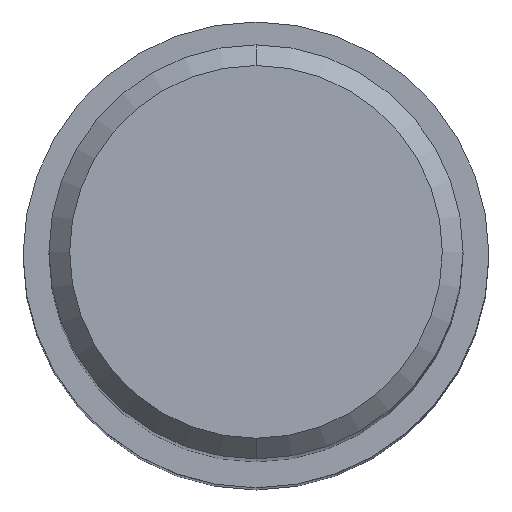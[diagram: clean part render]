
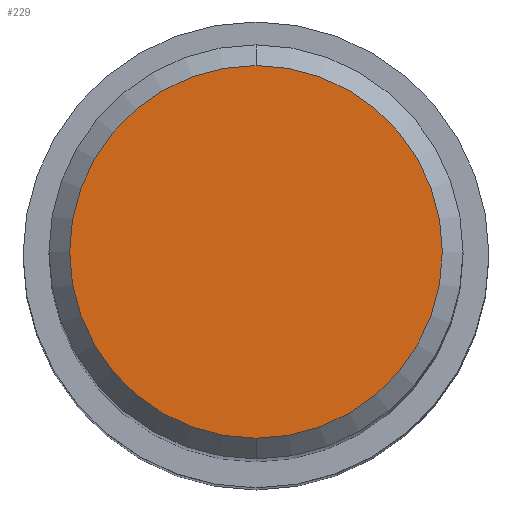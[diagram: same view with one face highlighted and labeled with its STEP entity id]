
A CAD part, top view. The second image highlights one B-rep face of the part: STEP entity #229.
In plain terms, the highlighted planar face has unit normal (0, 0, 1).
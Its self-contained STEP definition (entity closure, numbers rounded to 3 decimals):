
#169=VERTEX_POINT('',#438);
#229=ADVANCED_FACE('',(#504),#505,.T.);
#263=VERTEX_POINT('',#541);
#315=EDGE_CURVE('',#169,#263,#599,.T.);
#333=EDGE_CURVE('',#263,#169,#617,.T.);
#438=CARTESIAN_POINT('',(0.0,7.2,0.0));
#504=FACE_OUTER_BOUND('',#980,.T.);
#505=PLANE('',#981);
#541=CARTESIAN_POINT('',(0.,-7.2,0.0));
#599=CIRCLE('',#1211,7.2);
#617=CIRCLE('',#1245,7.2);
#980=EDGE_LOOP('',(#1431,#1432));
#981=AXIS2_PLACEMENT_3D('',#1433,#1434,#1435);
#1211=AXIS2_PLACEMENT_3D('',#1531,#1532,#1533);
#1245=AXIS2_PLACEMENT_3D('',#1539,#1540,#1541);
#1431=ORIENTED_EDGE('',*,*,#315,.F.);
#1432=ORIENTED_EDGE('',*,*,#333,.F.);
#1433=CARTESIAN_POINT('',(0.0,3.6,0.0));
#1434=DIRECTION('',(-0.0,0.0,1.0));
#1435=DIRECTION('',(0.0,-1.0,0.0));
#1531=CARTESIAN_POINT('',(0.0,0.0,0.0));
#1532=DIRECTION('',(0.0,0.0,-1.0));
#1533=DIRECTION('',(0.0,1.0,0.0));
#1539=CARTESIAN_POINT('',(0.0,0.0,0.0));
#1540=DIRECTION('',(0.0,0.0,-1.0));
#1541=DIRECTION('',(0.0,1.0,0.0));
